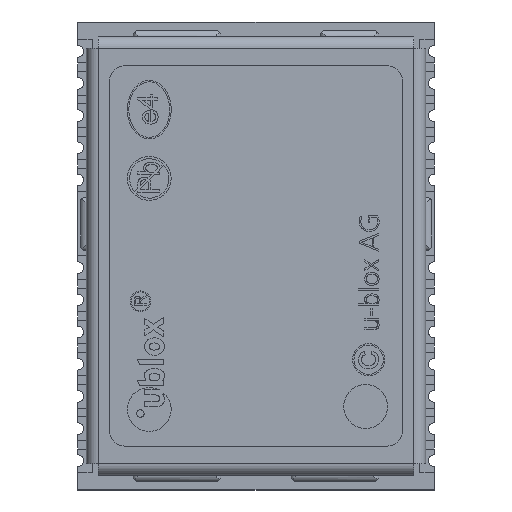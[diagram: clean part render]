
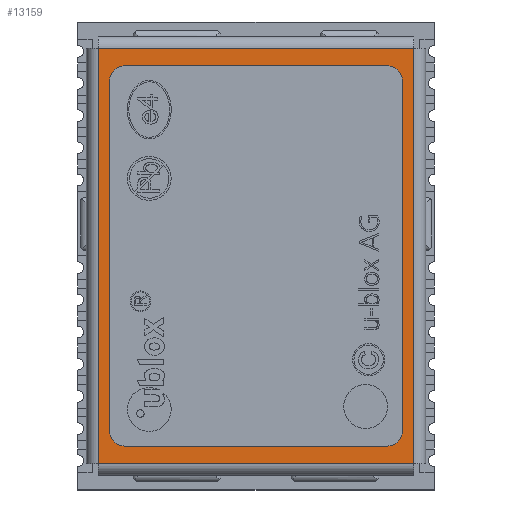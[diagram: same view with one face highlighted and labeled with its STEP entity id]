
A CAD part, top view. The second image highlights one B-rep face of the part: STEP entity #13159.
In plain terms, the highlighted planar face has unit normal (0, 0, 1).
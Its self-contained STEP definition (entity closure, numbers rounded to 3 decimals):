
#12665 = EDGE_CURVE('',#12666,#12668,#12670,.T.);
#12666 = VERTEX_POINT('',#12667);
#12667 = CARTESIAN_POINT('',(-52.928,11.012,1.818));
#12668 = VERTEX_POINT('',#12669);
#12669 = CARTESIAN_POINT('',(-42.128,11.012,1.818));
#12670 = LINE('',#12671,#12672);
#12671 = CARTESIAN_POINT('',(-52.928,11.012,1.818));
#12672 = VECTOR('',#12673,1.);
#12673 = DIRECTION('',(1.,0.,0.));
#12830 = EDGE_CURVE('',#12668,#12831,#12833,.T.);
#12831 = VERTEX_POINT('',#12832);
#12832 = CARTESIAN_POINT('',(-42.128,25.212,1.818));
#12833 = LINE('',#12834,#12835);
#12834 = CARTESIAN_POINT('',(-42.128,25.212,1.818));
#12835 = VECTOR('',#12836,1.);
#12836 = DIRECTION('',(0.,1.,0.));
#12941 = EDGE_CURVE('',#12831,#12942,#12944,.T.);
#12942 = VERTEX_POINT('',#12943);
#12943 = CARTESIAN_POINT('',(-52.928,25.212,1.818));
#12944 = LINE('',#12945,#12946);
#12945 = CARTESIAN_POINT('',(-52.928,25.212,1.818));
#12946 = VECTOR('',#12947,1.);
#12947 = DIRECTION('',(-1.,0.,0.));
#13071 = EDGE_CURVE('',#12942,#12666,#13072,.T.);
#13072 = LINE('',#13073,#13074);
#13073 = CARTESIAN_POINT('',(-52.928,25.212,1.818));
#13074 = VECTOR('',#13075,1.);
#13075 = DIRECTION('',(0.,-1.,0.));
#13159 = ADVANCED_FACE('',(#13160,#13166),#13236,.F.);
#13160 = FACE_BOUND('',#13161,.F.);
#13161 = EDGE_LOOP('',(#13162,#13163,#13164,#13165));
#13162 = ORIENTED_EDGE('',*,*,#12941,.F.);
#13163 = ORIENTED_EDGE('',*,*,#12830,.F.);
#13164 = ORIENTED_EDGE('',*,*,#12665,.F.);
#13165 = ORIENTED_EDGE('',*,*,#13071,.F.);
#13166 = FACE_BOUND('',#13167,.F.);
#13167 = EDGE_LOOP('',(#13168,#13178,#13187,#13195,#13204,#13212,#13221,
    #13229));
#13168 = ORIENTED_EDGE('',*,*,#13169,.T.);
#13169 = EDGE_CURVE('',#13170,#13172,#13174,.T.);
#13170 = VERTEX_POINT('',#13171);
#13171 = CARTESIAN_POINT('',(-43.028,24.612,1.818));
#13172 = VERTEX_POINT('',#13173);
#13173 = CARTESIAN_POINT('',(-52.028,24.612,1.818));
#13174 = LINE('',#13175,#13176);
#13175 = CARTESIAN_POINT('',(-43.028,24.612,1.818));
#13176 = VECTOR('',#13177,1.);
#13177 = DIRECTION('',(-1.,0.,0.));
#13178 = ORIENTED_EDGE('',*,*,#13179,.T.);
#13179 = EDGE_CURVE('',#13172,#13180,#13182,.T.);
#13180 = VERTEX_POINT('',#13181);
#13181 = CARTESIAN_POINT('',(-52.528,24.112,1.818));
#13182 = CIRCLE('',#13183,0.5);
#13183 = AXIS2_PLACEMENT_3D('',#13184,#13185,#13186);
#13184 = CARTESIAN_POINT('',(-52.028,24.112,1.818));
#13185 = DIRECTION('',(0.,0.,1.));
#13186 = DIRECTION('',(-1.,0.,0.));
#13187 = ORIENTED_EDGE('',*,*,#13188,.T.);
#13188 = EDGE_CURVE('',#13180,#13189,#13191,.T.);
#13189 = VERTEX_POINT('',#13190);
#13190 = CARTESIAN_POINT('',(-52.528,12.112,1.818));
#13191 = LINE('',#13192,#13193);
#13192 = CARTESIAN_POINT('',(-52.528,12.112,1.818));
#13193 = VECTOR('',#13194,1.);
#13194 = DIRECTION('',(0.,-1.,0.));
#13195 = ORIENTED_EDGE('',*,*,#13196,.T.);
#13196 = EDGE_CURVE('',#13189,#13197,#13199,.T.);
#13197 = VERTEX_POINT('',#13198);
#13198 = CARTESIAN_POINT('',(-52.028,11.612,1.818));
#13199 = CIRCLE('',#13200,0.5);
#13200 = AXIS2_PLACEMENT_3D('',#13201,#13202,#13203);
#13201 = CARTESIAN_POINT('',(-52.028,12.112,1.818));
#13202 = DIRECTION('',(0.,0.,1.));
#13203 = DIRECTION('',(-1.,0.,0.));
#13204 = ORIENTED_EDGE('',*,*,#13205,.T.);
#13205 = EDGE_CURVE('',#13197,#13206,#13208,.T.);
#13206 = VERTEX_POINT('',#13207);
#13207 = CARTESIAN_POINT('',(-43.028,11.612,1.818));
#13208 = LINE('',#13209,#13210);
#13209 = CARTESIAN_POINT('',(-43.028,11.612,1.818));
#13210 = VECTOR('',#13211,1.);
#13211 = DIRECTION('',(1.,0.,0.));
#13212 = ORIENTED_EDGE('',*,*,#13213,.T.);
#13213 = EDGE_CURVE('',#13206,#13214,#13216,.T.);
#13214 = VERTEX_POINT('',#13215);
#13215 = CARTESIAN_POINT('',(-42.528,12.112,1.818));
#13216 = CIRCLE('',#13217,0.5);
#13217 = AXIS2_PLACEMENT_3D('',#13218,#13219,#13220);
#13218 = CARTESIAN_POINT('',(-43.028,12.112,1.818));
#13219 = DIRECTION('',(0.,0.,1.));
#13220 = DIRECTION('',(-1.,0.,0.));
#13221 = ORIENTED_EDGE('',*,*,#13222,.T.);
#13222 = EDGE_CURVE('',#13214,#13223,#13225,.T.);
#13223 = VERTEX_POINT('',#13224);
#13224 = CARTESIAN_POINT('',(-42.528,24.112,1.818));
#13225 = LINE('',#13226,#13227);
#13226 = CARTESIAN_POINT('',(-42.528,12.112,1.818));
#13227 = VECTOR('',#13228,1.);
#13228 = DIRECTION('',(0.,1.,0.));
#13229 = ORIENTED_EDGE('',*,*,#13230,.T.);
#13230 = EDGE_CURVE('',#13223,#13170,#13231,.T.);
#13231 = CIRCLE('',#13232,0.5);
#13232 = AXIS2_PLACEMENT_3D('',#13233,#13234,#13235);
#13233 = CARTESIAN_POINT('',(-43.028,24.112,1.818));
#13234 = DIRECTION('',(0.,0.,1.));
#13235 = DIRECTION('',(1.,0.,0.));
#13236 = PLANE('',#13237);
#13237 = AXIS2_PLACEMENT_3D('',#13238,#13239,#13240);
#13238 = CARTESIAN_POINT('',(-42.128,25.212,1.818));
#13239 = DIRECTION('',(0.,0.,-1.));
#13240 = DIRECTION('',(1.,0.,0.));
